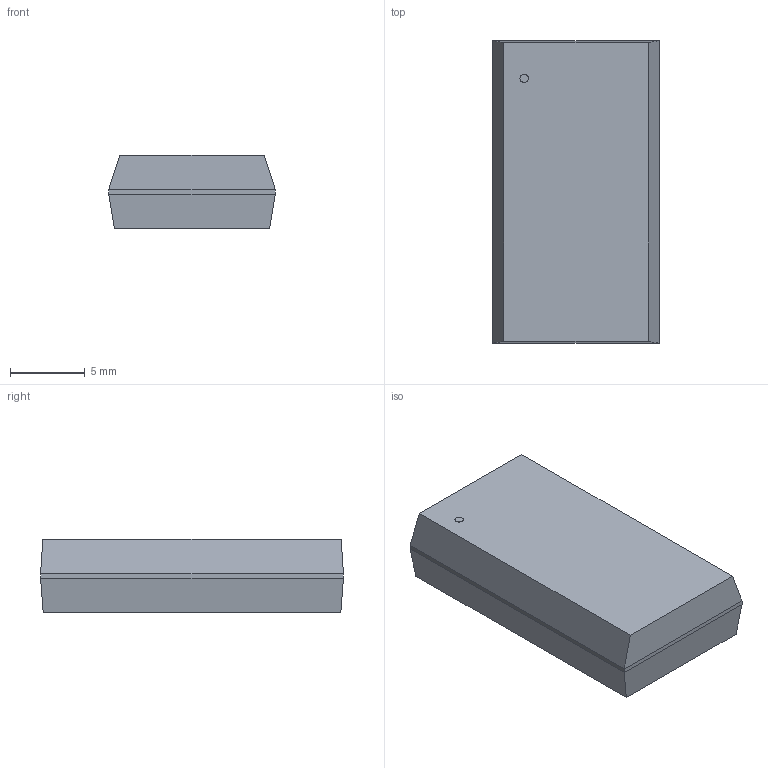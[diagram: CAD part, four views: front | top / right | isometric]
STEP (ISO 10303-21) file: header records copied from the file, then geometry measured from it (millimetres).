
FILE_DESCRIPTION(('STEP AP214'),'1');
FILE_NAME('DUA7_TEX','2021-09-09T23:38:10',(''),(''),'','','');
FILE_SCHEMA(('AUTOMOTIVE_DESIGN'));
Length unit declared in the file: millimetre
Products named in the file (1): product
Bounding box: 11.18 x 20.32 x 4.96 mm (x, y, z)
Volume: 1063.7 mm3; surface area: 713.9 mm2
Topology: 2 solids, 11 shells, 17 faces, 31 edges, 18 vertices
Faces by surface type: plane 16, cylinder 1
Full cylindrical faces by diameter (mm): 0.559 x1
Entity records: 458 total; most frequent: DIRECTION 70, ORIENTED_EDGE 60, CARTESIAN_POINT 39, EDGE_CURVE 30, LINE 28, VECTOR 28, AXIS2_PLACEMENT_3D 21, EDGE_LOOP 18
